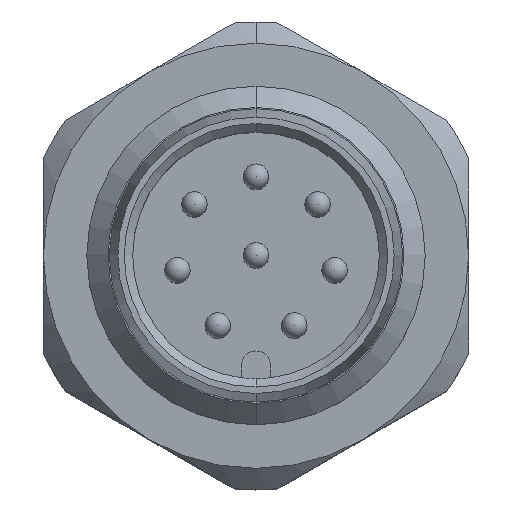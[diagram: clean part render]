
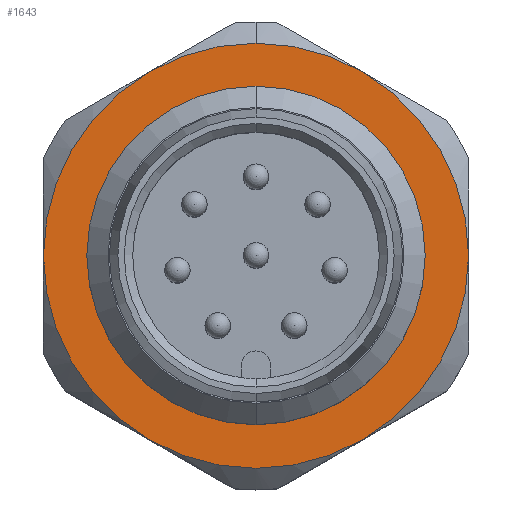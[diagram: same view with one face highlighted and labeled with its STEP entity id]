
A CAD part, top view. The second image highlights one B-rep face of the part: STEP entity #1643.
In plain terms, the highlighted face is planar.
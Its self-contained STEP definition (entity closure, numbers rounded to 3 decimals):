
#20 = CIRCLE ( 'NONE', #3893, 3.48 ) ;
#234 = ORIENTED_EDGE ( 'NONE', *, *, #668, .T. ) ;
#518 = DIRECTION ( 'NONE',  ( 0., 0., 1. ) ) ;
#668 = EDGE_CURVE ( 'NONE', #2914, #3618, #2154, .T. ) ;
#707 = DIRECTION ( 'NONE',  ( -1., 0., 0. ) ) ;
#711 = DIRECTION ( 'NONE',  ( -1., 0., 0. ) ) ;
#755 = DIRECTION ( 'NONE',  ( -1., 0., 0. ) ) ;
#782 = DIRECTION ( 'NONE',  ( -1., 0., 0. ) ) ;
#803 = ORIENTED_EDGE ( 'NONE', *, *, #2500, .T. ) ;
#884 = AXIS2_PLACEMENT_3D ( 'NONE', #1001, #5164, #1308 ) ;
#886 = DIRECTION ( 'NONE',  ( 0., 0., -1. ) ) ;
#1001 = CARTESIAN_POINT ( 'NONE',  ( 5., 0., 0.093 ) ) ;
#1010 = ORIENTED_EDGE ( 'NONE', *, *, #4899, .F. ) ;
#1027 = EDGE_CURVE ( 'NONE', #3618, #4832, #5300, .T. ) ;
#1090 = ORIENTED_EDGE ( 'NONE', *, *, #5175, .T. ) ;
#1121 = DIRECTION ( 'NONE',  ( 0., 0., -1. ) ) ;
#1170 = CARTESIAN_POINT ( 'NONE',  ( 5., 0., 0.093 ) ) ;
#1188 = CARTESIAN_POINT ( 'NONE',  ( 5., 0., 0.093 ) ) ;
#1191 = CIRCLE ( 'NONE', #3065, 5. ) ;
#1308 = DIRECTION ( 'NONE',  ( 0., 0., 1. ) ) ;
#1312 = CARTESIAN_POINT ( 'NONE',  ( 5., 0., 3.573 ) ) ;
#1411 = DIRECTION ( 'NONE',  ( 0., 0., -1. ) ) ;
#1517 = CARTESIAN_POINT ( 'NONE',  ( 5., -16.5, 16.593 ) ) ;
#1520 = CIRCLE ( 'NONE', #4138, 5. ) ;
#1550 = CARTESIAN_POINT ( 'NONE',  ( 5., 5., 0.093 ) ) ;
#1551 = CARTESIAN_POINT ( 'NONE',  ( 5., 0., 0.093 ) ) ;
#1580 = EDGE_CURVE ( 'NONE', #2784, #2811, #1520, .T. ) ;
#1643 = ADVANCED_FACE ( 'NONE', ( #1935, #3660 ), #5382, .T. ) ;
#1653 = CARTESIAN_POINT ( 'NONE',  ( 5., 2.5, 4.424 ) ) ;
#1759 = VERTEX_POINT ( 'NONE', #3152 ) ;
#1909 = AXIS2_PLACEMENT_3D ( 'NONE', #3375, #711, #1121 ) ;
#1935 = FACE_BOUND ( 'NONE', #2214, .T. ) ;
#1949 = VERTEX_POINT ( 'NONE', #1312 ) ;
#2154 = CIRCLE ( 'NONE', #2416, 5. ) ;
#2196 = CARTESIAN_POINT ( 'NONE',  ( 5., 2.5, -4.237 ) ) ;
#2214 = EDGE_LOOP ( 'NONE', ( #3610, #1010 ) ) ;
#2336 = DIRECTION ( 'NONE',  ( -1., 0., 0. ) ) ;
#2416 = AXIS2_PLACEMENT_3D ( 'NONE', #1188, #782, #4579 ) ;
#2436 = DIRECTION ( 'NONE',  ( 0., 0., -1. ) ) ;
#2463 = DIRECTION ( 'NONE',  ( -1., 0., 0. ) ) ;
#2500 = EDGE_CURVE ( 'NONE', #4832, #4466, #1191, .T. ) ;
#2729 = VERTEX_POINT ( 'NONE', #2848 ) ;
#2784 = VERTEX_POINT ( 'NONE', #4164 ) ;
#2811 = VERTEX_POINT ( 'NONE', #5033 ) ;
#2841 = CARTESIAN_POINT ( 'NONE',  ( 5., 0., 0.093 ) ) ;
#2848 = CARTESIAN_POINT ( 'NONE',  ( 5., 0., -3.387 ) ) ;
#2914 = VERTEX_POINT ( 'NONE', #1653 ) ;
#3065 = AXIS2_PLACEMENT_3D ( 'NONE', #5277, #2336, #1411 ) ;
#3152 = CARTESIAN_POINT ( 'NONE',  ( 5., -2.5, -4.237 ) ) ;
#3157 = ORIENTED_EDGE ( 'NONE', *, *, #1027, .T. ) ;
#3236 = DIRECTION ( 'NONE',  ( -1., 0., 0. ) ) ;
#3375 = CARTESIAN_POINT ( 'NONE',  ( 5., 0., 0.093 ) ) ;
#3428 = ORIENTED_EDGE ( 'NONE', *, *, #1580, .T. ) ;
#3473 = DIRECTION ( 'NONE',  ( 0., 1., 0. ) ) ;
#3510 = AXIS2_PLACEMENT_3D ( 'NONE', #1517, #3236, #3473 ) ;
#3610 = ORIENTED_EDGE ( 'NONE', *, *, #4322, .F. ) ;
#3617 = DIRECTION ( 'NONE',  ( -1., 0., 0. ) ) ;
#3618 = VERTEX_POINT ( 'NONE', #1550 ) ;
#3660 = FACE_OUTER_BOUND ( 'NONE', #4360, .T. ) ;
#3724 = ORIENTED_EDGE ( 'NONE', *, *, #3901, .T. ) ;
#3772 = CARTESIAN_POINT ( 'NONE',  ( 5., 0., -4.907 ) ) ;
#3893 = AXIS2_PLACEMENT_3D ( 'NONE', #1551, #3617, #518 ) ;
#3901 = EDGE_CURVE ( 'NONE', #4466, #1759, #4529, .T. ) ;
#3902 = ORIENTED_EDGE ( 'NONE', *, *, #4175, .T. ) ;
#3951 = DIRECTION ( 'NONE',  ( -1., 0., 0. ) ) ;
#4036 = AXIS2_PLACEMENT_3D ( 'NONE', #2841, #707, #2436 ) ;
#4138 = AXIS2_PLACEMENT_3D ( 'NONE', #1170, #2463, #4989 ) ;
#4164 = CARTESIAN_POINT ( 'NONE',  ( 5., -5., 0.093 ) ) ;
#4175 = EDGE_CURVE ( 'NONE', #1759, #2784, #4726, .T. ) ;
#4201 = DIRECTION ( 'NONE',  ( 0., 0., -1. ) ) ;
#4297 = CARTESIAN_POINT ( 'NONE',  ( 5., 0., 0.093 ) ) ;
#4322 = EDGE_CURVE ( 'NONE', #1949, #2729, #4920, .T. ) ;
#4360 = EDGE_LOOP ( 'NONE', ( #3428, #1090, #234, #3157, #803, #3724, #3902 ) ) ;
#4423 = AXIS2_PLACEMENT_3D ( 'NONE', #4297, #3951, #886 ) ;
#4466 = VERTEX_POINT ( 'NONE', #3772 ) ;
#4529 = CIRCLE ( 'NONE', #1909, 5. ) ;
#4555 = CARTESIAN_POINT ( 'NONE',  ( 5., 0., 0.093 ) ) ;
#4579 = DIRECTION ( 'NONE',  ( 0., 0., -1. ) ) ;
#4630 = AXIS2_PLACEMENT_3D ( 'NONE', #4555, #755, #4201 ) ;
#4726 = CIRCLE ( 'NONE', #4630, 5. ) ;
#4794 = CIRCLE ( 'NONE', #4423, 5. ) ;
#4832 = VERTEX_POINT ( 'NONE', #2196 ) ;
#4899 = EDGE_CURVE ( 'NONE', #2729, #1949, #20, .T. ) ;
#4920 = CIRCLE ( 'NONE', #884, 3.48 ) ;
#4989 = DIRECTION ( 'NONE',  ( 0., 0., -1. ) ) ;
#5033 = CARTESIAN_POINT ( 'NONE',  ( 5., -2.5, 4.424 ) ) ;
#5164 = DIRECTION ( 'NONE',  ( -1., 0., 0. ) ) ;
#5175 = EDGE_CURVE ( 'NONE', #2811, #2914, #4794, .T. ) ;
#5277 = CARTESIAN_POINT ( 'NONE',  ( 5., 0., 0.093 ) ) ;
#5300 = CIRCLE ( 'NONE', #4036, 5. ) ;
#5382 = PLANE ( 'NONE',  #3510 ) ;
